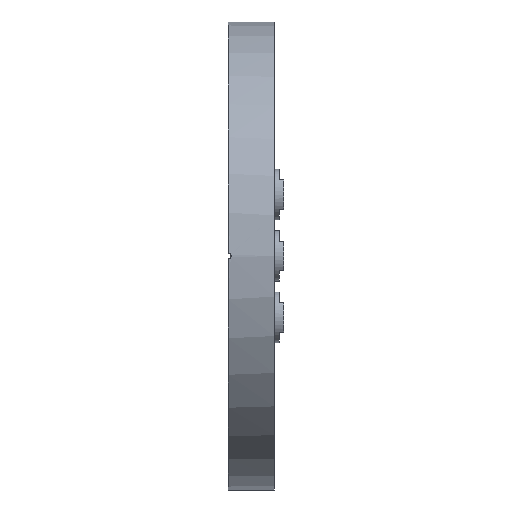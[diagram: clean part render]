
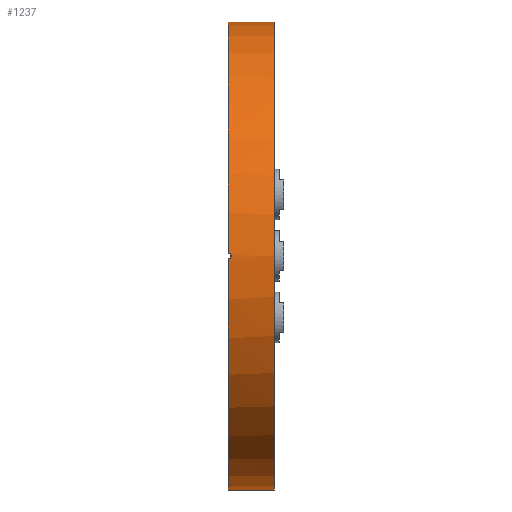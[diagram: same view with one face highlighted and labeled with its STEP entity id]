
A CAD part, left-side view. The second image highlights one B-rep face of the part: STEP entity #1237.
In plain terms, the highlighted cylindrical face has radius 76.2 mm (diameter 152.4 mm), a partial arc.
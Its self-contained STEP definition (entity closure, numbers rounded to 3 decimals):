
#25 = CYLINDRICAL_SURFACE ( 'NONE', #2775, 76.2 ) ;
#164 = CARTESIAN_POINT ( 'NONE',  ( -76.193, 0., -1. ) ) ;
#224 = DIRECTION ( 'NONE',  ( 0., 0., 1. ) ) ;
#330 = CARTESIAN_POINT ( 'NONE',  ( 0., -15., 0. ) ) ;
#354 = CARTESIAN_POINT ( 'NONE',  ( -76.2, -0.974, 0.263 ) ) ;
#556 = CARTESIAN_POINT ( 'NONE',  ( 0., -15., 76.2 ) ) ;
#1237 = ADVANCED_FACE ( 'NONE', ( #11972 ), #25, .T. ) ;
#1268 = DIRECTION ( 'NONE',  ( 0., 0., 1. ) ) ;
#1360 = DIRECTION ( 'NONE',  ( 0., 1., 0. ) ) ;
#1387 = EDGE_CURVE ( 'NONE', #4374, #5533, #2578, .T. ) ;
#1477 = VERTEX_POINT ( 'NONE', #8136 ) ;
#1545 = AXIS2_PLACEMENT_3D ( 'NONE', #330, #1360, #8369 ) ;
#1625 = CARTESIAN_POINT ( 'NONE',  ( 0., -15., 76.2 ) ) ;
#1645 = VERTEX_POINT ( 'NONE', #10162 ) ;
#2039 = CARTESIAN_POINT ( 'NONE',  ( 0., -15., 0. ) ) ;
#2226 = CARTESIAN_POINT ( 'NONE',  ( -76.193, 0., 1. ) ) ;
#2305 = VERTEX_POINT ( 'NONE', #2510 ) ;
#2510 = CARTESIAN_POINT ( 'NONE',  ( -76.193, 0., -1. ) ) ;
#2578 = LINE ( 'NONE', #9381, #2970 ) ;
#2715 = EDGE_CURVE ( 'NONE', #1477, #1645, #12131, .T. ) ;
#2742 = ORIENTED_EDGE ( 'NONE', *, *, #5449, .F. ) ;
#2775 = AXIS2_PLACEMENT_3D ( 'NONE', #2039, #4943, #224 ) ;
#2970 = VECTOR ( 'NONE', #10298, 1000. ) ;
#3139 = CARTESIAN_POINT ( 'NONE',  ( -76.2, -0.974, -0.261 ) ) ;
#3349 = DIRECTION ( 'NONE',  ( 0., 0., 1. ) ) ;
#3419 = ORIENTED_EDGE ( 'NONE', *, *, #1387, .F. ) ;
#3703 = VERTEX_POINT ( 'NONE', #1625 ) ;
#3830 = CIRCLE ( 'NONE', #1545, 76.2 ) ;
#4330 = EDGE_CURVE ( 'NONE', #1477, #2305, #9134, .T. ) ;
#4374 = VERTEX_POINT ( 'NONE', #12350 ) ;
#4710 = ORIENTED_EDGE ( 'NONE', *, *, #4330, .T. ) ;
#4943 = DIRECTION ( 'NONE',  ( 0., 1., 0. ) ) ;
#5057 = CARTESIAN_POINT ( 'NONE',  ( 0., 0., -76.2 ) ) ;
#5449 = EDGE_CURVE ( 'NONE', #5533, #2305, #9889, .T. ) ;
#5533 = VERTEX_POINT ( 'NONE', #5057 ) ;
#5554 = EDGE_LOOP ( 'NONE', ( #3419, #11392, #11864, #8519, #4710, #2742 ) ) ;
#5790 = LINE ( 'NONE', #556, #9231 ) ;
#7159 = CARTESIAN_POINT ( 'NONE',  ( -76.198, -0.874, -0.503 ) ) ;
#7230 = CARTESIAN_POINT ( 'NONE',  ( -76.198, -0.799, 0.615 ) ) ;
#8136 = CARTESIAN_POINT ( 'NONE',  ( -76.193, 0., 1. ) ) ;
#8269 = CARTESIAN_POINT ( 'NONE',  ( -76.193, -0.132, 1. ) ) ;
#8369 = DIRECTION ( 'NONE',  ( 0., 0., 1. ) ) ;
#8519 = ORIENTED_EDGE ( 'NONE', *, *, #2715, .F. ) ;
#9134 = B_SPLINE_CURVE_WITH_KNOTS ( 'NONE', 3,
 ( #2226, #8269, #9292, #10132, #9162, #7230, #12032, #354, #11173, #10074, #3139, #7159, #12090, #11034, #12227, #164 ),
 .UNSPECIFIED., .F., .F.,
 ( 4, 2, 2, 2, 2, 2, 2, 4 ),
 ( 0., 0., 0.001, 0.001, 0.002, 0.002, 0.002, 0.003 ),
 .UNSPECIFIED. ) ;
#9162 = CARTESIAN_POINT ( 'NONE',  ( -76.196, -0.615, 0.799 ) ) ;
#9231 = VECTOR ( 'NONE', #12430, 1000. ) ;
#9292 = CARTESIAN_POINT ( 'NONE',  ( -76.194, -0.262, 0.974 ) ) ;
#9381 = CARTESIAN_POINT ( 'NONE',  ( 0., -15., -76.2 ) ) ;
#9889 = CIRCLE ( 'NONE', #11122, 76.2 ) ;
#10074 = CARTESIAN_POINT ( 'NONE',  ( -76.2, -1., -0.13 ) ) ;
#10132 = CARTESIAN_POINT ( 'NONE',  ( -76.195, -0.504, 0.874 ) ) ;
#10162 = CARTESIAN_POINT ( 'NONE',  ( 0., 0., 76.2 ) ) ;
#10245 = EDGE_CURVE ( 'NONE', #4374, #3703, #3830, .T. ) ;
#10298 = DIRECTION ( 'NONE',  ( 0., 1., 0. ) ) ;
#11034 = CARTESIAN_POINT ( 'NONE',  ( -76.195, -0.521, -0.893 ) ) ;
#11122 = AXIS2_PLACEMENT_3D ( 'NONE', #11195, #12302, #3349 ) ;
#11146 = EDGE_CURVE ( 'NONE', #3703, #1645, #5790, .T. ) ;
#11173 = CARTESIAN_POINT ( 'NONE',  ( -76.2, -1., 0.131 ) ) ;
#11195 = CARTESIAN_POINT ( 'NONE',  ( 0., 0., 0. ) ) ;
#11253 = CARTESIAN_POINT ( 'NONE',  ( 0., 0., 0. ) ) ;
#11392 = ORIENTED_EDGE ( 'NONE', *, *, #10245, .T. ) ;
#11864 = ORIENTED_EDGE ( 'NONE', *, *, #11146, .T. ) ;
#11972 = FACE_OUTER_BOUND ( 'NONE', #5554, .T. ) ;
#12032 = CARTESIAN_POINT ( 'NONE',  ( -76.198, -0.874, 0.503 ) ) ;
#12090 = CARTESIAN_POINT ( 'NONE',  ( -76.198, -0.801, -0.613 ) ) ;
#12131 = CIRCLE ( 'NONE', #12544, 76.2 ) ;
#12227 = CARTESIAN_POINT ( 'NONE',  ( -76.193, -0.264, -1. ) ) ;
#12237 = DIRECTION ( 'NONE',  ( 0., 1., 0. ) ) ;
#12302 = DIRECTION ( 'NONE',  ( 0., 1., 0. ) ) ;
#12350 = CARTESIAN_POINT ( 'NONE',  ( 0., -15., -76.2 ) ) ;
#12430 = DIRECTION ( 'NONE',  ( 0., 1., 0. ) ) ;
#12544 = AXIS2_PLACEMENT_3D ( 'NONE', #11253, #12237, #1268 ) ;
